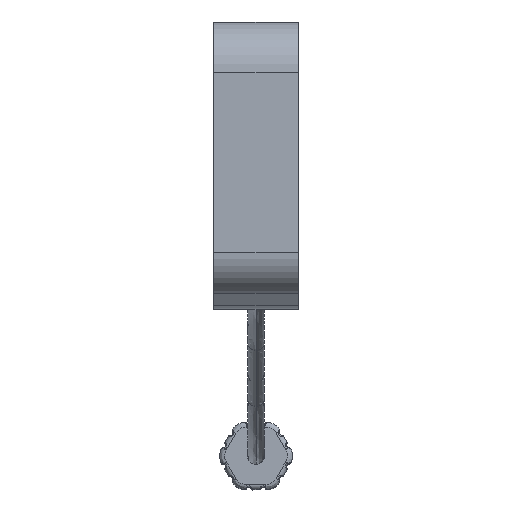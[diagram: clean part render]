
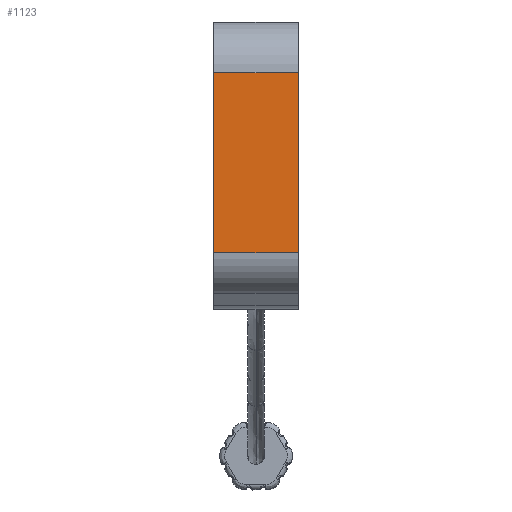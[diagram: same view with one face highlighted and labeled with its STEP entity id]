
A CAD part, top view. The second image highlights one B-rep face of the part: STEP entity #1123.
In plain terms, the highlighted planar face has unit normal (0, 0, 1).
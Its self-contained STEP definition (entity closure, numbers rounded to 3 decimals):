
#1007 = EDGE_CURVE ( 'NONE', #1034, #1032, #5663, .T. ) ;
#1032 = VERTEX_POINT ( 'NONE', #5740 ) ;
#1034 = VERTEX_POINT ( 'NONE', #5739 ) ;
#1046 = EDGE_CURVE ( 'NONE', #1065, #1047, #5783, .T. ) ;
#1047 = VERTEX_POINT ( 'NONE', #5779 ) ;
#1048 = ORIENTED_EDGE ( 'NONE', *, *, #1049, .T. ) ;
#1049 = EDGE_CURVE ( 'NONE', #1047, #1034, #5778, .T. ) ;
#1050 = ORIENTED_EDGE ( 'NONE', *, *, #1007, .T. ) ;
#1065 = VERTEX_POINT ( 'NONE', #5805 ) ;
#1106 = ORIENTED_EDGE ( 'NONE', *, *, #1120, .T. ) ;
#1120 = EDGE_CURVE ( 'NONE', #1032, #1065, #5856, .T. ) ;
#1123 = ADVANCED_FACE ( 'NONE', ( #5852 ), #5851, .T. ) ;
#1124 = EDGE_LOOP ( 'NONE', ( #1125, #1048, #1050, #1106 ) ) ;
#1125 = ORIENTED_EDGE ( 'NONE', *, *, #1046, .T. ) ;
#5663 = LINE ( 'NONE', #5721, #5720 ) ;
#5719 = DIRECTION ( 'NONE',  ( 0., 1., 0. ) ) ;
#5720 = VECTOR ( 'NONE', #5719, 1000. ) ;
#5721 = CARTESIAN_POINT ( 'NONE',  ( 2.5, -8.321, 9. ) ) ;
#5739 = CARTESIAN_POINT ( 'NONE',  ( 2.5, -13.641, 9. ) ) ;
#5740 = CARTESIAN_POINT ( 'NONE',  ( 2.5, -3., 9. ) ) ;
#5775 = DIRECTION ( 'NONE',  ( 1., 0., 0. ) ) ;
#5776 = VECTOR ( 'NONE', #5775, 1000. ) ;
#5777 = CARTESIAN_POINT ( 'NONE',  ( 0., -13.641, 9. ) ) ;
#5778 = LINE ( 'NONE', #5777, #5776 ) ;
#5779 = CARTESIAN_POINT ( 'NONE',  ( -2.5, -13.641, 9. ) ) ;
#5780 = DIRECTION ( 'NONE',  ( 0., -1., 0. ) ) ;
#5781 = VECTOR ( 'NONE', #5780, 1000. ) ;
#5782 = CARTESIAN_POINT ( 'NONE',  ( -2.5, -8.5, 9. ) ) ;
#5783 = LINE ( 'NONE', #5782, #5781 ) ;
#5805 = CARTESIAN_POINT ( 'NONE',  ( -2.5, -3., 9. ) ) ;
#5848 = DIRECTION ( 'NONE',  ( 0., 0., 1. ) ) ;
#5849 = CARTESIAN_POINT ( 'NONE',  ( -2.657, -2.787, 9. ) ) ;
#5850 = AXIS2_PLACEMENT_3D ( 'NONE', #5849, #5848, #5913 ) ;
#5851 = PLANE ( 'NONE',  #5850 ) ;
#5852 = FACE_OUTER_BOUND ( 'NONE', #1124, .T. ) ;
#5853 = DIRECTION ( 'NONE',  ( -1., 0., 0. ) ) ;
#5854 = VECTOR ( 'NONE', #5853, 1000. ) ;
#5855 = CARTESIAN_POINT ( 'NONE',  ( 0., -3., 9. ) ) ;
#5856 = LINE ( 'NONE', #5855, #5854 ) ;
#5913 = DIRECTION ( 'NONE',  ( 0., -1., 0. ) ) ;
